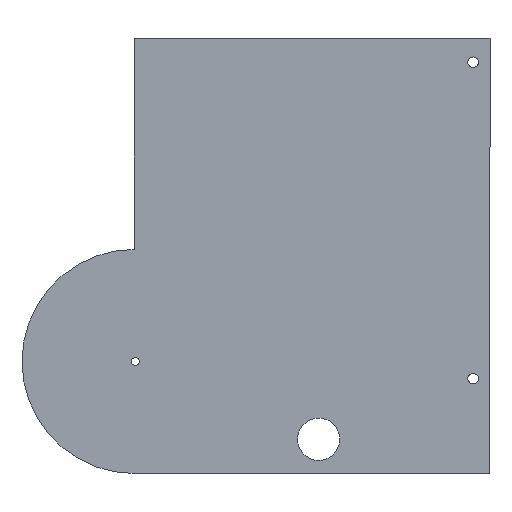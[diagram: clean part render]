
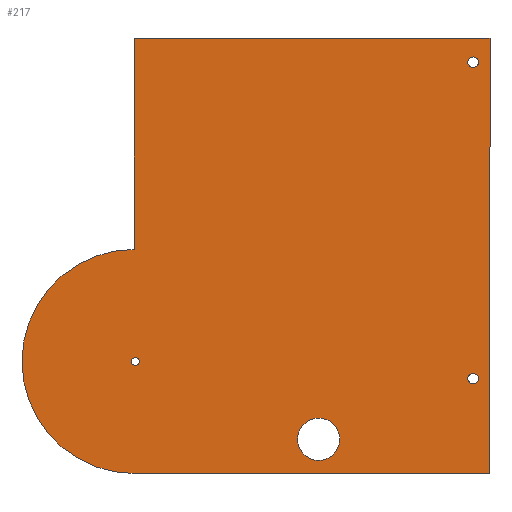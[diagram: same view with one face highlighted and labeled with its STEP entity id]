
A CAD part, left-side view. The second image highlights one B-rep face of the part: STEP entity #217.
In plain terms, the highlighted planar face has unit normal (-1, 0, 0).
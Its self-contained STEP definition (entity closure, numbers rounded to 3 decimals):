
#19=FACE_BOUND('',#55,.T.);
#20=FACE_BOUND('',#56,.T.);
#21=FACE_BOUND('',#57,.T.);
#22=FACE_BOUND('',#58,.T.);
#28=PLANE('',#252);
#39=FACE_OUTER_BOUND('',#54,.T.);
#54=EDGE_LOOP('',(#193,#194,#195,#196,#197));
#55=EDGE_LOOP('',(#198));
#56=EDGE_LOOP('',(#199));
#57=EDGE_LOOP('',(#200));
#58=EDGE_LOOP('',(#201));
#66=LINE('',#352,#83);
#69=LINE('',#358,#86);
#72=LINE('',#364,#89);
#75=LINE('',#368,#92);
#83=VECTOR('',#294,10.);
#86=VECTOR('',#299,10.);
#89=VECTOR('',#304,10.);
#92=VECTOR('',#309,10.);
#94=CIRCLE('',#234,2.);
#96=CIRCLE('',#237,2.);
#98=CIRCLE('',#240,1.5);
#100=CIRCLE('',#243,8.);
#102=CIRCLE('',#246,42.5);
#104=VERTEX_POINT('',#318);
#106=VERTEX_POINT('',#324);
#108=VERTEX_POINT('',#330);
#110=VERTEX_POINT('',#336);
#113=VERTEX_POINT('',#343);
#114=VERTEX_POINT('',#345);
#116=VERTEX_POINT('',#351);
#118=VERTEX_POINT('',#357);
#120=VERTEX_POINT('',#363);
#123=EDGE_CURVE('',#104,#104,#94,.T.);
#126=EDGE_CURVE('',#106,#106,#96,.T.);
#129=EDGE_CURVE('',#108,#108,#98,.T.);
#132=EDGE_CURVE('',#110,#110,#100,.T.);
#135=EDGE_CURVE('',#114,#113,#102,.T.);
#138=EDGE_CURVE('',#116,#114,#66,.T.);
#141=EDGE_CURVE('',#118,#116,#69,.T.);
#144=EDGE_CURVE('',#120,#118,#72,.T.);
#147=EDGE_CURVE('',#113,#120,#75,.T.);
#193=ORIENTED_EDGE('',*,*,#147,.T.);
#194=ORIENTED_EDGE('',*,*,#144,.T.);
#195=ORIENTED_EDGE('',*,*,#141,.T.);
#196=ORIENTED_EDGE('',*,*,#138,.T.);
#197=ORIENTED_EDGE('',*,*,#135,.T.);
#198=ORIENTED_EDGE('',*,*,#123,.T.);
#199=ORIENTED_EDGE('',*,*,#126,.T.);
#200=ORIENTED_EDGE('',*,*,#129,.T.);
#201=ORIENTED_EDGE('',*,*,#132,.T.);
#217=ADVANCED_FACE('',(#39,#19,#20,#21,#22),#28,.F.);
#234=AXIS2_PLACEMENT_3D('',#320,#260,#261);
#237=AXIS2_PLACEMENT_3D('',#326,#267,#268);
#240=AXIS2_PLACEMENT_3D('',#332,#274,#275);
#243=AXIS2_PLACEMENT_3D('',#338,#281,#282);
#246=AXIS2_PLACEMENT_3D('',#346,#288,#289);
#252=AXIS2_PLACEMENT_3D('',#370,#312,#313);
#260=DIRECTION('center_axis',(1.,0.,0.));
#261=DIRECTION('ref_axis',(0.,0.,-1.));
#267=DIRECTION('center_axis',(1.,0.,0.));
#268=DIRECTION('ref_axis',(0.,0.,-1.));
#274=DIRECTION('center_axis',(1.,0.,0.));
#275=DIRECTION('ref_axis',(0.,0.,-1.));
#281=DIRECTION('center_axis',(1.,0.,0.));
#282=DIRECTION('ref_axis',(0.,0.,-1.));
#288=DIRECTION('center_axis',(-1.,0.,0.));
#289=DIRECTION('ref_axis',(0.,0.,-1.));
#294=DIRECTION('',(0.,0.,-1.));
#299=DIRECTION('',(0.,1.,0.));
#304=DIRECTION('',(0.,0.,1.));
#309=DIRECTION('',(0.,-1.,0.));
#312=DIRECTION('center_axis',(1.,0.,0.));
#313=DIRECTION('ref_axis',(0.,0.,-1.));
#318=CARTESIAN_POINT('',(-1.5,6.412,-7.));
#320=CARTESIAN_POINT('Origin',(-1.5,6.412,-9.));
#324=CARTESIAN_POINT('',(-1.5,6.412,-127.));
#326=CARTESIAN_POINT('Origin',(-1.5,6.412,-129.));
#330=CARTESIAN_POINT('',(-1.5,134.5,-121.));
#332=CARTESIAN_POINT('Origin',(-1.5,134.5,-122.5));
#336=CARTESIAN_POINT('',(-1.5,65.,-144.));
#338=CARTESIAN_POINT('Origin',(-1.5,65.,-152.));
#343=CARTESIAN_POINT('',(-1.5,135.,-165.));
#345=CARTESIAN_POINT('',(-1.5,135.,-80.));
#346=CARTESIAN_POINT('Origin',(-1.5,135.,-122.5));
#351=CARTESIAN_POINT('',(-1.5,135.,0.));
#352=CARTESIAN_POINT('',(-1.5,135.,0.));
#357=CARTESIAN_POINT('',(-1.5,0.,0.));
#358=CARTESIAN_POINT('',(-1.5,0.,0.));
#363=CARTESIAN_POINT('',(-1.5,0.,-165.));
#364=CARTESIAN_POINT('',(-1.5,0.,-165.));
#368=CARTESIAN_POINT('',(-1.5,135.,-165.));
#370=CARTESIAN_POINT('Origin',(-1.5,88.75,-82.5));
